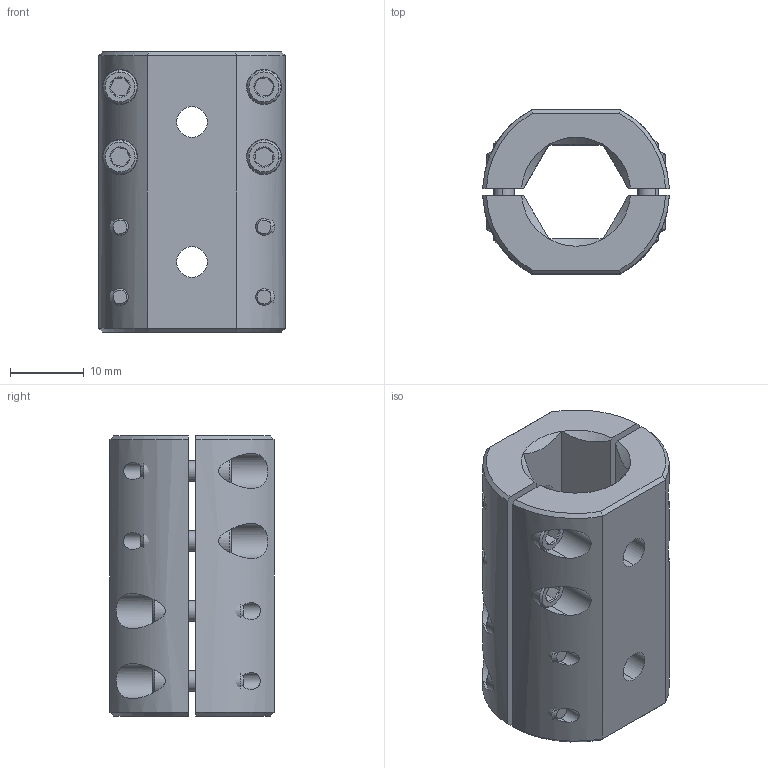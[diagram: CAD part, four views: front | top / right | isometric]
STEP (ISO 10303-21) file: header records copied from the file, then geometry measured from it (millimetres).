
FILE_DESCRIPTION (( 'STEP AP214' ), '1' );
FILE_NAME ('217-4008-STEP-20140807.STEP', '2014-08-07T14:43:40', ( '' ), ( '' ), 'SwSTEP 2.0', 'SolidWorks 2014', '' );
FILE_SCHEMA (( 'AUTOMOTIVE_DESIGN' ));
Length unit declared in the file: millimetre
Products named in the file (3): 217-4008-STEP-20140807; 217-4008-002 Rev1_91251A108; 217-4008-001 Rev1
Assembly tree (10 placements, depth 2):
  217-4008-STEP-20140807
    217-4008-001 Rev1  x2
    217-4008-002 Rev1_91251A108  x8
Bounding box: 25.38 x 22.32 x 38.1 mm (x, y, z)
Volume: 11850.9 mm3; surface area: 8319.8 mm2
Topology: 10 solids, 10 shells, 316 faces, 664 edges, 392 vertices
Faces by surface type: cone 116, plane 108, cylinder 92
Entity records: 2973 total; most frequent: CARTESIAN_POINT 946, DIRECTION 389, ORIENTED_EDGE 358, EDGE_CURVE 179, AXIS2_PLACEMENT_3D 161, VERTEX_POINT 112, EDGE_LOOP 103, ADVANCED_FACE 77
